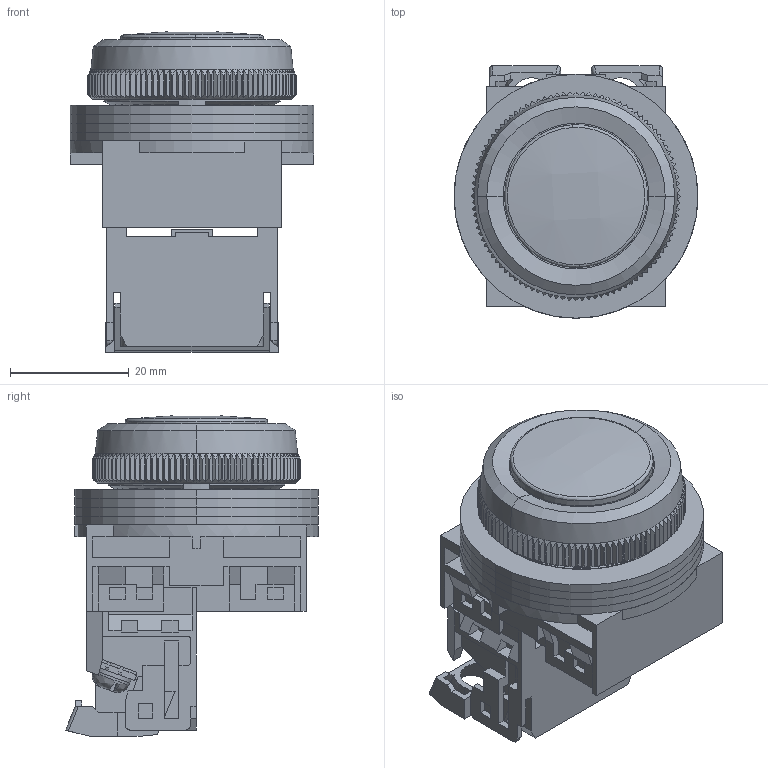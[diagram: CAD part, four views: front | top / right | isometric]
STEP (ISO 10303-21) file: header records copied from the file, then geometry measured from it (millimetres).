
FILE_DESCRIPTION (( 'STEP AP214' ), '1' );
FILE_NAME ('AR30F0R-10RZC.step', '2018-02-13T19:50:52', ( '' ), ( '' ), 'SwSTEP 2.0', 'SolidWorks 2017', '' );
FILE_SCHEMA (( 'AUTOMOTIVE_DESIGN' ));
Length unit declared in the file: inch
Products named in the file (1): AR30F0R-10RZC
Bounding box: 41 x 42.5 x 53.85 mm (x, y, z)
Volume: 26143.4 mm3; surface area: 30897.6 mm2
Topology: 16 solids, 16 shells, 1258 faces, 3404 edges, 2175 vertices
Faces by surface type: plane 798, cylinder 249, cone 191, bspline 20
Entity records: 57233 total; most frequent: CARTESIAN_POINT 9665, ORIENTED_EDGE 6808, DIRECTION 6005, EDGE_CURVE 3404, VERTEX_POINT 2175, LINE 2109, VECTOR 2109, AXIS2_PLACEMENT_3D 1948
